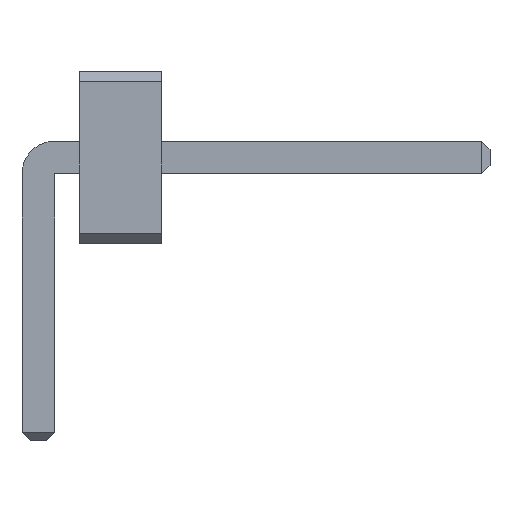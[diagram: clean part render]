
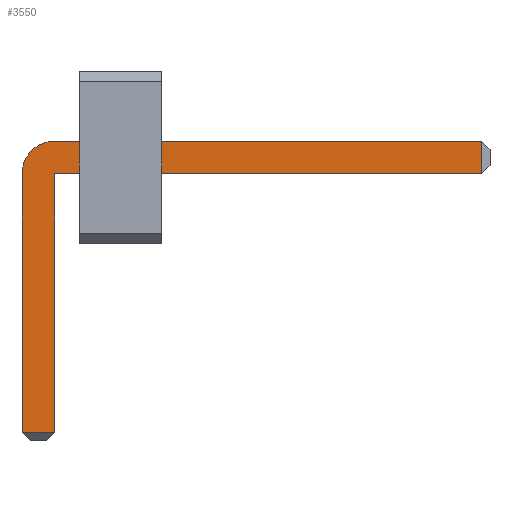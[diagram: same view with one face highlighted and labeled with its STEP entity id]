
A CAD part, front view. The second image highlights one B-rep face of the part: STEP entity #3550.
In plain terms, the highlighted planar face has unit normal (0, -1, 0).
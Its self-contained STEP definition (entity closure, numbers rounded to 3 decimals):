
#13=DIRECTION('',(0.,0.,1.));
#27=VECTOR('',#28,1.);
#28=DIRECTION('',(1.,0.,0.));
#1582=VECTOR('',#13,1.);
#3324=DIRECTION('',(0.,0.,-1.));
#3361=VECTOR('',#3324,1.);
#3368=VECTOR('',#3369,1.);
#3369=DIRECTION('',(-1.,0.,0.));
#3390=DIRECTION('',(-0.,1.,0.));
#3394=DIRECTION('',(0.,1.,0.));
#3395=DIRECTION('',(1.,0.,0.));
#3402=VERTEX_POINT('',#3403);
#3403=CARTESIAN_POINT('',(0.2,-33.22,1.25));
#3405=ORIENTED_EDGE('',*,*,#3406,.T.);
#3406=EDGE_CURVE('',#3402,#3407,#3409,.T.);
#3407=VERTEX_POINT('',#3408);
#3408=CARTESIAN_POINT('',(5.4,-33.22,1.25));
#3409=LINE('',#3410,#27);
#3410=CARTESIAN_POINT('',(-0.2,-33.22,1.25));
#3446=EDGE_CURVE('',#3447,#3402,#3449,.T.);
#3447=VERTEX_POINT('',#3448);
#3448=CARTESIAN_POINT('',(-0.2,-33.22,0.85));
#3449=CIRCLE('',#3450,0.4);
#3450=AXIS2_PLACEMENT_3D('',#3451,#3390,#3324);
#3451=CARTESIAN_POINT('',(0.2,-33.22,0.85));
#3463=VERTEX_POINT('',#3464);
#3464=CARTESIAN_POINT('',(5.4,-33.22,0.85));
#3466=ORIENTED_EDGE('',*,*,#3467,.T.);
#3467=EDGE_CURVE('',#3463,#3468,#3469,.T.);
#3468=VERTEX_POINT('',#3451);
#3469=LINE('',#3470,#3368);
#3470=CARTESIAN_POINT('',(5.5,-33.22,0.85));
#3482=VERTEX_POINT('',#3483);
#3483=CARTESIAN_POINT('',(-0.2,-33.22,-2.3));
#3485=ORIENTED_EDGE('',*,*,#3486,.T.);
#3486=EDGE_CURVE('',#3482,#3447,#3487,.T.);
#3487=LINE('',#3488,#1582);
#3488=CARTESIAN_POINT('',(-0.2,-33.22,-2.4));
#3496=ORIENTED_EDGE('',*,*,#3497,.T.);
#3497=EDGE_CURVE('',#3468,#3498,#3500,.T.);
#3498=VERTEX_POINT('',#3499);
#3499=CARTESIAN_POINT('',(0.2,-33.22,-2.3));
#3500=LINE('',#3451,#3361);
#3550=ADVANCED_FACE('',(#3551),#3560,.F.);
#3551=FACE_BOUND('',#3552,.F.);
#3552=EDGE_LOOP('',(#3405,#3553,#3466,#3496,#3556,#3485,#3559));
#3553=ORIENTED_EDGE('',*,*,#3554,.T.);
#3554=EDGE_CURVE('',#3407,#3463,#3555,.T.);
#3555=LINE('',#3408,#3361);
#3556=ORIENTED_EDGE('',*,*,#3557,.T.);
#3557=EDGE_CURVE('',#3498,#3482,#3558,.T.);
#3558=LINE('',#3499,#3368);
#3559=ORIENTED_EDGE('',*,*,#3446,.T.);
#3560=PLANE('',#3561);
#3561=AXIS2_PLACEMENT_3D('',#3562,#3394,#3395);
#3562=CARTESIAN_POINT('',(1.729,-33.22,0.346));
